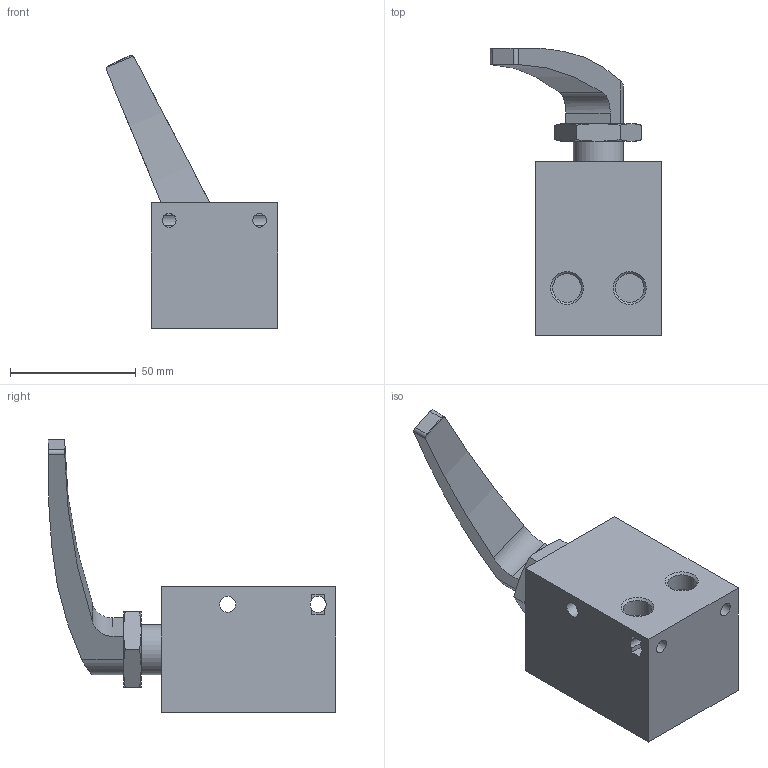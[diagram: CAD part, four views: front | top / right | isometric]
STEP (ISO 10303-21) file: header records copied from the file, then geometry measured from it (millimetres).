
FILE_DESCRIPTION(/* description */ ('STEP AP214'),/* implementation_level */ '2;1');
FILE_NAME(/* name */ '8995_H-5-1_4-B',/* time_stamp */ '2024-08-28T23:14:09+02:00',/* author */ ('License CC BY-ND 4.0'),/* organization */ ('CADENAS'),/* preprocessor_version */ 'ST-DEVELOPER v19.3',/* originating_system */ 'PARTsolutions',/* authorisation */ ' ');
FILE_SCHEMA (('AUTOMOTIVE_DESIGN {1 0 10303 214 3 1 1}'));
Length unit declared in the file: millimetre
Products named in the file (4): 8995 H-5-1/4-B---(-25); 8995 H-5-1/4-B(---0-P1); 200728 Sechskantmutter; 222798 Hebel
Assembly tree (3 placements, depth 2):
  8995 H-5-1/4-B---(-25)
    8995 H-5-1/4-B(---0-P1)
    200728 Sechskantmutter
    222798 Hebel
Bounding box: 68.21 x 114.5 x 108.61 mm (x, y, z)
Volume: 176741 mm3; surface area: 36833.8 mm2
Topology: 3 solids, 3 shells, 155 faces, 393 edges, 255 vertices
Faces by surface type: plane 76, cylinder 58, cone 21
Full cylindrical faces by diameter (mm): 3 x1, 5.5 x2, 6.4 x2, 9 x2, 11.445 x5, 18.376 x1, 20 x1
Entity records: 4694 total; most frequent: CARTESIAN_POINT 924, DIRECTION 776, ORIENTED_EDGE 728, EDGE_CURVE 364, AXIS2_PLACEMENT_3D 296, VERTEX_POINT 249, EDGE_LOOP 199, FACE_BOUND 199
